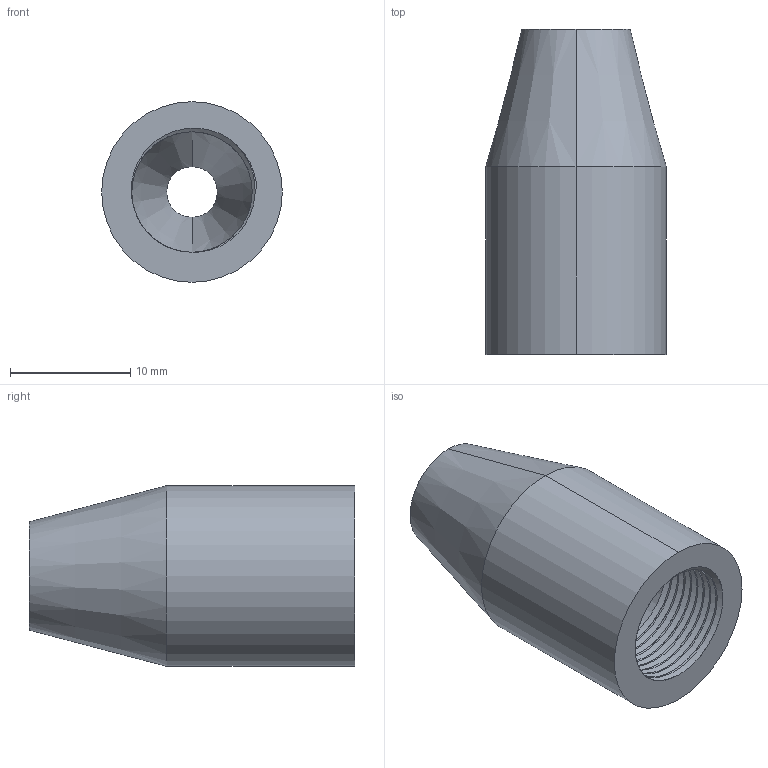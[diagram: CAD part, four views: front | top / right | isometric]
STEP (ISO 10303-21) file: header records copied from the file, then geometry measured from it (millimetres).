
FILE_DESCRIPTION (( 'STEP AP203' ), '1' );
FILE_NAME ('GPS screw cap_Default_sldprt.STEP', '2024-01-22T16:57:41', ( '' ), ( '' ), 'SwSTEP 2.0', 'SolidWorks 2019', '' );
FILE_SCHEMA (( 'CONFIG_CONTROL_DESIGN' ));
Length unit declared in the file: metre
Products named in the file (1): GPS screw cap_Default_sldprt
Bounding box: 15 x 27 x 15 mm (x, y, z)
Volume: 2370.4 mm3; surface area: 2181.9 mm2
Topology: 1 solids, 1 shells, 31 faces, 81 edges, 52 vertices
Faces by surface type: cylinder 22, cone 4, plane 3, bspline 2
Entity records: 2266 total; most frequent: CARTESIAN_POINT 1535, ORIENTED_EDGE 162, DIRECTION 113, EDGE_CURVE 81, VERTEX_POINT 52, AXIS2_PLACEMENT_3D 43, EDGE_LOOP 33, FACE_OUTER_BOUND 31
